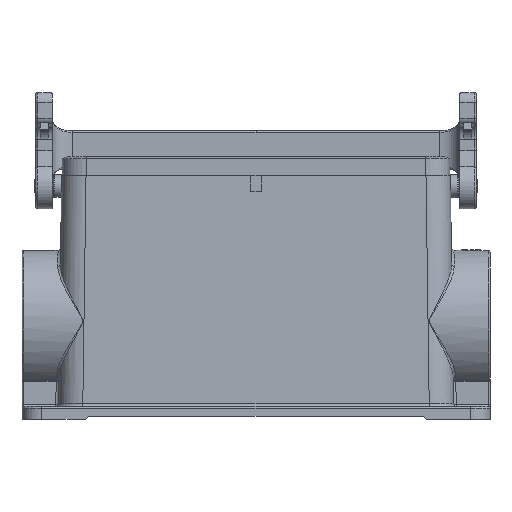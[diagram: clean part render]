
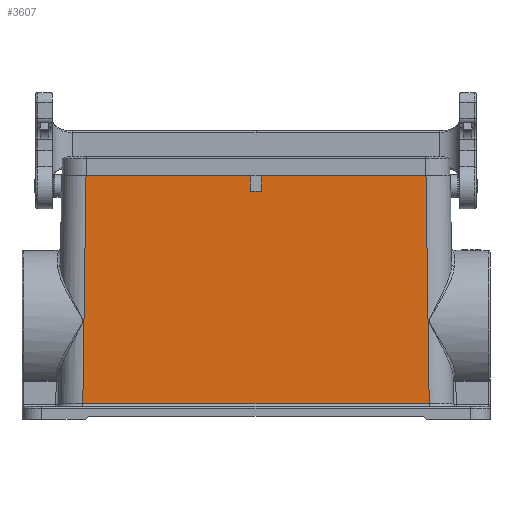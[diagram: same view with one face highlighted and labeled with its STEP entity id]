
A CAD part, front view. The second image highlights one B-rep face of the part: STEP entity #3607.
In plain terms, the highlighted planar face has unit normal (0, -1, 0.011).
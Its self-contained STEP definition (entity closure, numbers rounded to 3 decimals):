
#3607=ADVANCED_FACE('',(#4476),#4093,.T.);
#4093=PLANE('',#16945);
#4476=FACE_OUTER_BOUND('',#5048,.T.);
#5048=EDGE_LOOP('',(#6830,#6831,#6832,#6833,#6834,#6835,#6836,#6837));
#6830=ORIENTED_EDGE('',*,*,#10053,.F.);
#6831=ORIENTED_EDGE('',*,*,#9889,.F.);
#6832=ORIENTED_EDGE('',*,*,#10054,.T.);
#6833=ORIENTED_EDGE('',*,*,#10055,.T.);
#6834=ORIENTED_EDGE('',*,*,#10056,.T.);
#6835=ORIENTED_EDGE('',*,*,#9873,.F.);
#6836=ORIENTED_EDGE('',*,*,#10057,.F.);
#6837=ORIENTED_EDGE('',*,*,#10058,.F.);
#8728=VERTEX_POINT('',#25490);
#8729=VERTEX_POINT('',#25492);
#8744=VERTEX_POINT('',#25522);
#8745=VERTEX_POINT('',#25524);
#8904=VERTEX_POINT('',#26151);
#8905=VERTEX_POINT('',#26153);
#8906=VERTEX_POINT('',#26155);
#8907=VERTEX_POINT('',#26158);
#9873=EDGE_CURVE('',#8728,#8729,#13392,.T.);
#9889=EDGE_CURVE('',#8744,#8745,#13404,.T.);
#10053=EDGE_CURVE('',#8745,#8904,#13486,.T.);
#10054=EDGE_CURVE('',#8744,#8905,#13487,.T.);
#10055=EDGE_CURVE('',#8905,#8906,#13488,.T.);
#10056=EDGE_CURVE('',#8906,#8729,#13489,.T.);
#10057=EDGE_CURVE('',#8907,#8728,#13490,.T.);
#10058=EDGE_CURVE('',#8904,#8907,#13491,.T.);
#13392=LINE('',#25491,#14323);
#13404=LINE('',#25523,#14335);
#13486=LINE('',#26150,#14417);
#13487=LINE('',#26152,#14418);
#13488=LINE('',#26154,#14419);
#13489=LINE('',#26156,#14420);
#13490=LINE('',#26157,#14421);
#13491=LINE('',#26159,#14422);
#14323=VECTOR('',#18807,1.);
#14335=VECTOR('',#18827,1.);
#14417=VECTOR('',#19085,1.);
#14418=VECTOR('',#19086,1.);
#14419=VECTOR('',#19087,1.);
#14420=VECTOR('',#19088,1.);
#14421=VECTOR('',#19089,1.);
#14422=VECTOR('',#19090,1.);
#16945=AXIS2_PLACEMENT_3D('',#26160,#19091,#19092);
#18807=DIRECTION('',(1.,0.,0.));
#18827=DIRECTION('',(1.,0.,0.));
#19085=DIRECTION('',(0.,-0.011,-1.));
#19086=DIRECTION('',(-0.014,-0.011,-1.));
#19087=DIRECTION('',(1.,0.,0.));
#19088=DIRECTION('',(-0.014,0.011,1.));
#19089=DIRECTION('',(0.,0.011,1.));
#19090=DIRECTION('',(1.,0.,0.));
#19091=DIRECTION('',(0.,-1.,0.011));
#19092=DIRECTION('',(1.,0.,0.));
#25490=CARTESIAN_POINT('',(1.6,-21.5,5.7));
#25491=CARTESIAN_POINT('',(59.8,-21.5,5.7));
#25492=CARTESIAN_POINT('',(52.3,-21.5,5.7));
#25522=CARTESIAN_POINT('',(-52.3,-21.5,5.7));
#25523=CARTESIAN_POINT('',(59.8,-21.5,5.7));
#25524=CARTESIAN_POINT('',(-1.6,-21.5,5.7));
#26150=CARTESIAN_POINT('',(-1.6,-21.5,5.714));
#26151=CARTESIAN_POINT('',(-1.6,-21.553,1.015));
#26152=CARTESIAN_POINT('',(-53.302,-22.301,-65.356));
#26153=CARTESIAN_POINT('',(-53.289,-22.291,-64.459));
#26154=CARTESIAN_POINT('',(0.,-22.291,-64.459));
#26155=CARTESIAN_POINT('',(53.289,-22.291,-64.459));
#26156=CARTESIAN_POINT('',(52.302,-21.501,5.594));
#26157=CARTESIAN_POINT('',(1.6,-21.553,1.015));
#26158=CARTESIAN_POINT('',(1.6,-21.553,1.015));
#26159=CARTESIAN_POINT('',(-1.6,-21.553,1.015));
#26160=CARTESIAN_POINT('',(0.,-22.3,-65.25));
